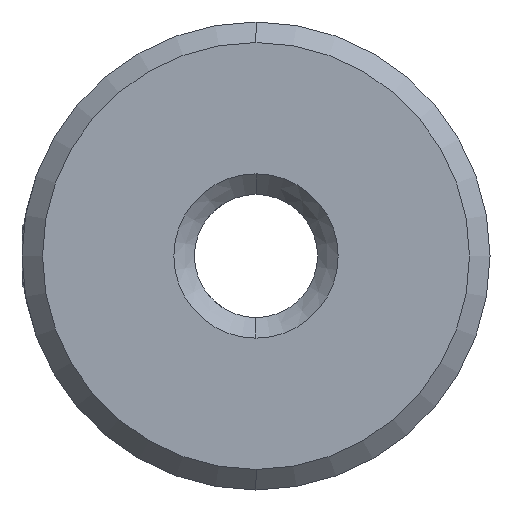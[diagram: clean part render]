
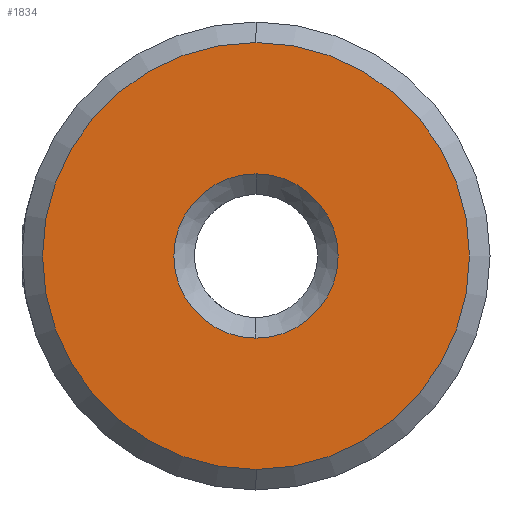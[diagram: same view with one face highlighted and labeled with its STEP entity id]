
A CAD part, left-side view. The second image highlights one B-rep face of the part: STEP entity #1834.
In plain terms, the highlighted planar face has unit normal (-1, 0, 0).
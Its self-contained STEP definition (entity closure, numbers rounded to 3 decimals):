
#198 = EDGE_CURVE ( 'NONE', #203, #392, #936, .T. ) ;
#203 = VERTEX_POINT ( 'NONE', #714 ) ;
#217 = EDGE_CURVE ( 'NONE', #392, #203, #1970, .T. ) ;
#243 = ORIENTED_EDGE ( 'NONE', *, *, #198, .T. ) ;
#305 = DIRECTION ( 'NONE',  ( 1., 0., 0. ) ) ;
#392 = VERTEX_POINT ( 'NONE', #1192 ) ;
#396 = EDGE_LOOP ( 'NONE', ( #2218, #661 ) ) ;
#511 = DIRECTION ( 'NONE',  ( 0., 0., -1. ) ) ;
#661 = ORIENTED_EDGE ( 'NONE', *, *, #1784, .T. ) ;
#688 = EDGE_LOOP ( 'NONE', ( #1697, #243 ) ) ;
#714 = CARTESIAN_POINT ( 'NONE',  ( -5.55, 0., -2. ) ) ;
#862 = DIRECTION ( 'NONE',  ( -1., 0., 0. ) ) ;
#876 = AXIS2_PLACEMENT_3D ( 'NONE', #2540, #862, #1942 ) ;
#917 = DIRECTION ( 'NONE',  ( 0., 0., -1. ) ) ;
#936 = CIRCLE ( 'NONE', #1906, 2. ) ;
#977 = FACE_BOUND ( 'NONE', #688, .T. ) ;
#1124 = DIRECTION ( 'NONE',  ( 1., 0., 0. ) ) ;
#1192 = CARTESIAN_POINT ( 'NONE',  ( -5.55, 0., 2. ) ) ;
#1343 = DIRECTION ( 'NONE',  ( 1., 0., 0. ) ) ;
#1346 = CARTESIAN_POINT ( 'NONE',  ( -5.55, 0., 0. ) ) ;
#1459 = VERTEX_POINT ( 'NONE', #2564 ) ;
#1473 = EDGE_CURVE ( 'NONE', #1459, #1559, #1750, .T. ) ;
#1559 = VERTEX_POINT ( 'NONE', #2257 ) ;
#1697 = ORIENTED_EDGE ( 'NONE', *, *, #217, .T. ) ;
#1710 = FACE_OUTER_BOUND ( 'NONE', #396, .T. ) ;
#1750 = CIRCLE ( 'NONE', #2175, 5.2 ) ;
#1778 = CARTESIAN_POINT ( 'NONE',  ( -5.55, 0., 0. ) ) ;
#1784 = EDGE_CURVE ( 'NONE', #1559, #1459, #1914, .T. ) ;
#1785 = DIRECTION ( 'NONE',  ( 0., 0., -1. ) ) ;
#1815 = AXIS2_PLACEMENT_3D ( 'NONE', #1778, #305, #1785 ) ;
#1834 = ADVANCED_FACE ( 'NONE', ( #1710, #977 ), #2571, .F. ) ;
#1845 = CARTESIAN_POINT ( 'NONE',  ( -5.55, 0., 0. ) ) ;
#1906 = AXIS2_PLACEMENT_3D ( 'NONE', #1346, #1124, #511 ) ;
#1914 = CIRCLE ( 'NONE', #876, 5.2 ) ;
#1942 = DIRECTION ( 'NONE',  ( 0., 0., -1. ) ) ;
#1970 = CIRCLE ( 'NONE', #1815, 2. ) ;
#2014 = AXIS2_PLACEMENT_3D ( 'NONE', #2180, #1343, #917 ) ;
#2175 = AXIS2_PLACEMENT_3D ( 'NONE', #1845, #2436, #2665 ) ;
#2180 = CARTESIAN_POINT ( 'NONE',  ( -5.55, -1.5, 0. ) ) ;
#2218 = ORIENTED_EDGE ( 'NONE', *, *, #1473, .T. ) ;
#2257 = CARTESIAN_POINT ( 'NONE',  ( -5.55, 0., 5.2 ) ) ;
#2436 = DIRECTION ( 'NONE',  ( -1., 0., 0. ) ) ;
#2540 = CARTESIAN_POINT ( 'NONE',  ( -5.55, 0., 0. ) ) ;
#2564 = CARTESIAN_POINT ( 'NONE',  ( -5.55, 0., -5.2 ) ) ;
#2571 = PLANE ( 'NONE',  #2014 ) ;
#2665 = DIRECTION ( 'NONE',  ( 0., 0., -1. ) ) ;
